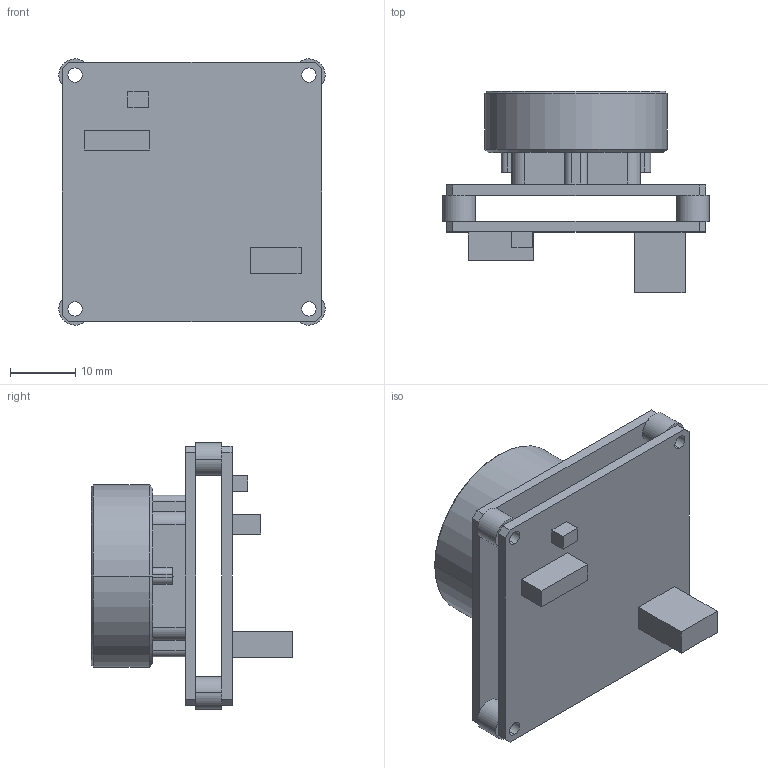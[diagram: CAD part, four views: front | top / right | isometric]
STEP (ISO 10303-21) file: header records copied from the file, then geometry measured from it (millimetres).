
FILE_DESCRIPTION((''),'2;1');
FILE_NAME('105001','2018-01-19T',('zkm'),(''),'PRO/ENGINEER BY PARAMETRIC TECHNOLOGY CORPORATION, 2004110','PRO/ENGINEER BY PARAMETRIC TECHNOLOGY CORPORATION, 2004110','');
FILE_SCHEMA(('CONFIG_CONTROL_DESIGN'));
Length unit declared in the file: millimetre
Products named in the file (1): 105001
Bounding box: 40.9 x 30.9 x 40.9 mm (x, y, z)
Volume: 9629.9 mm3; surface area: 12367.1 mm2
Topology: 1 solids, 7 shells, 190 faces, 528 edges, 352 vertices
Faces by surface type: plane 98, cylinder 76, cone 16
Entity records: 6220 total; most frequent: DIRECTION 1110, CARTESIAN_POINT 1087, ORIENTED_EDGE 1028, EDGE_CURVE 524, AXIS2_PLACEMENT_3D 397, VERTEX_POINT 352, VECTOR 316, LINE 316
